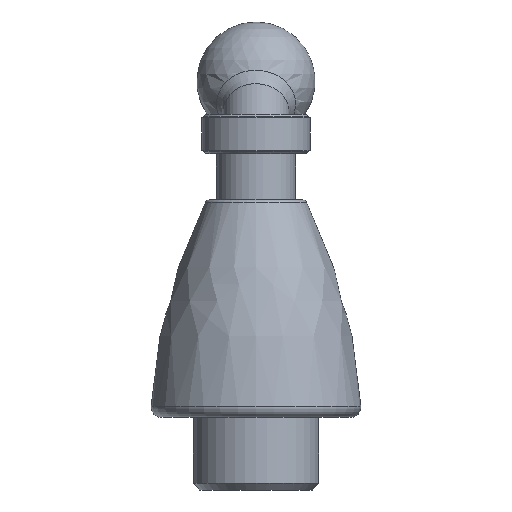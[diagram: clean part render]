
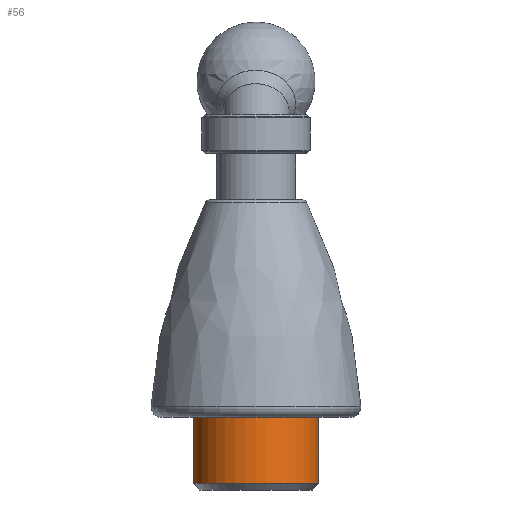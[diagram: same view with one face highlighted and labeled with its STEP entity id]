
A CAD part, left-side view. The second image highlights one B-rep face of the part: STEP entity #56.
In plain terms, the highlighted cylindrical face has radius 4.75 mm (diameter 9.5 mm), a full revolution.
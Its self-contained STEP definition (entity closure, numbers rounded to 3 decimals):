
#56 = ADVANCED_FACE( '', ( #131, #132 ), #133, .T. );
#131 = FACE_OUTER_BOUND( '', #249, .T. );
#132 = FACE_OUTER_BOUND( '', #250, .T. );
#133 = CYLINDRICAL_SURFACE( '', #251, 4.75 );
#249 = EDGE_LOOP( '', ( #1725 ) );
#250 = EDGE_LOOP( '', ( #1726 ) );
#251 = AXIS2_PLACEMENT_3D( '', #1727, #1728, #1729 );
#1725 = ORIENTED_EDGE( '', *, *, #1877, .T. );
#1726 = ORIENTED_EDGE( '', *, *, #1878, .F. );
#1727 = CARTESIAN_POINT( '', ( 0., 0., 57.15 ) );
#1728 = DIRECTION( '', ( 0., 0., -1. ) );
#1729 = DIRECTION( '', ( 1., 0., 0. ) );
#1877 = EDGE_CURVE( '', #1935, #1935, #1936, .T. );
#1878 = EDGE_CURVE( '', #1937, #1937, #1938, .T. );
#1935 = VERTEX_POINT( '', #2200 );
#1936 = CIRCLE( '', #2201, 4.75 );
#1937 = VERTEX_POINT( '', #2202 );
#1938 = CIRCLE( '', #2203, 4.75 );
#2200 = CARTESIAN_POINT( '', ( 4.75, 0., 0.5 ) );
#2201 = AXIS2_PLACEMENT_3D( '', #2882, #2883, #2884 );
#2202 = CARTESIAN_POINT( '', ( 4.75, 0., 5.5 ) );
#2203 = AXIS2_PLACEMENT_3D( '', #2885, #2886, #2887 );
#2882 = CARTESIAN_POINT( '', ( 0., 0., 0.5 ) );
#2883 = DIRECTION( '', ( 0., 0., 1. ) );
#2884 = DIRECTION( '', ( 1., 0., 0. ) );
#2885 = CARTESIAN_POINT( '', ( 0., 0., 5.5 ) );
#2886 = DIRECTION( '', ( 0., 0., 1. ) );
#2887 = DIRECTION( '', ( 1., 0., 0. ) );
